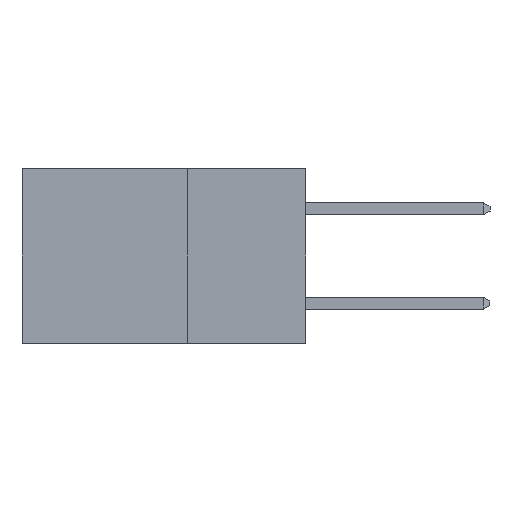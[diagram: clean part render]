
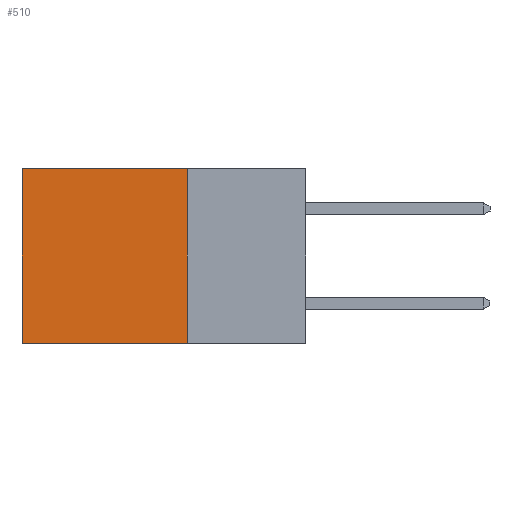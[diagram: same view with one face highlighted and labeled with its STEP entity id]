
A CAD part, left-side view. The second image highlights one B-rep face of the part: STEP entity #510.
In plain terms, the highlighted planar face has unit normal (-1, 0, 0).
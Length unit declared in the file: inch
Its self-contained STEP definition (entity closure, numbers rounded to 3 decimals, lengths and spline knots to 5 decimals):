
#104 = EDGE_CURVE ( 'NONE', #8640, #10266, #4650, .T. ) ;
#187 = VECTOR ( 'NONE', #3707, 39.37008 ) ;
#222 = EDGE_CURVE ( 'NONE', #10396, #8640, #8788, .T. ) ;
#510 = ADVANCED_FACE ( 'NONE', ( #10994 ), #3314, .F. ) ;
#519 = CARTESIAN_POINT ( 'NONE',  ( 0.298, 0.6, -0.37 ) ) ;
#1344 = AXIS2_PLACEMENT_3D ( 'NONE', #12243, #10593, #11001 ) ;
#1391 = LINE ( 'NONE', #11086, #13547 ) ;
#1546 = ORIENTED_EDGE ( 'NONE', *, *, #104, .T. ) ;
#1692 = EDGE_LOOP ( 'NONE', ( #1546, #4920, #6563, #12816 ) ) ;
#2485 = CARTESIAN_POINT ( 'NONE',  ( 0.298, 0.25, 0. ) ) ;
#2583 = DIRECTION ( 'NONE',  ( 0., 1., 0. ) ) ;
#3314 = PLANE ( 'NONE',  #1344 ) ;
#3571 = CARTESIAN_POINT ( 'NONE',  ( 0.298, 0.25, 0. ) ) ;
#3707 = DIRECTION ( 'NONE',  ( 0., 0., -1. ) ) ;
#4650 = LINE ( 'NONE', #10152, #7144 ) ;
#4920 = ORIENTED_EDGE ( 'NONE', *, *, #8049, .F. ) ;
#5200 = DIRECTION ( 'NONE',  ( 0., 1., 0. ) ) ;
#5698 = CARTESIAN_POINT ( 'NONE',  ( 0.298, 0.25, 0. ) ) ;
#6563 = ORIENTED_EDGE ( 'NONE', *, *, #10661, .F. ) ;
#7144 = VECTOR ( 'NONE', #8890, 39.37008 ) ;
#7618 = VERTEX_POINT ( 'NONE', #10044 ) ;
#8049 = EDGE_CURVE ( 'NONE', #7618, #10266, #1391, .T. ) ;
#8640 = VERTEX_POINT ( 'NONE', #15598 ) ;
#8788 = LINE ( 'NONE', #3571, #14814 ) ;
#8890 = DIRECTION ( 'NONE',  ( 0., 0., -1. ) ) ;
#9907 = LINE ( 'NONE', #2485, #187 ) ;
#10044 = CARTESIAN_POINT ( 'NONE',  ( 0.298, 0.25, -0.37 ) ) ;
#10152 = CARTESIAN_POINT ( 'NONE',  ( 0.298, 0.6, 0. ) ) ;
#10266 = VERTEX_POINT ( 'NONE', #519 ) ;
#10396 = VERTEX_POINT ( 'NONE', #5698 ) ;
#10593 = DIRECTION ( 'NONE',  ( 1., 0., 0. ) ) ;
#10661 = EDGE_CURVE ( 'NONE', #10396, #7618, #9907, .T. ) ;
#10994 = FACE_OUTER_BOUND ( 'NONE', #1692, .T. ) ;
#11001 = DIRECTION ( 'NONE',  ( 0., 0., -1. ) ) ;
#11086 = CARTESIAN_POINT ( 'NONE',  ( 0.298, 0.25, -0.37 ) ) ;
#12243 = CARTESIAN_POINT ( 'NONE',  ( 0.298, 0.25, 0. ) ) ;
#12816 = ORIENTED_EDGE ( 'NONE', *, *, #222, .T. ) ;
#13547 = VECTOR ( 'NONE', #2583, 39.37008 ) ;
#14814 = VECTOR ( 'NONE', #5200, 39.37008 ) ;
#15598 = CARTESIAN_POINT ( 'NONE',  ( 0.298, 0.6, 0. ) ) ;
